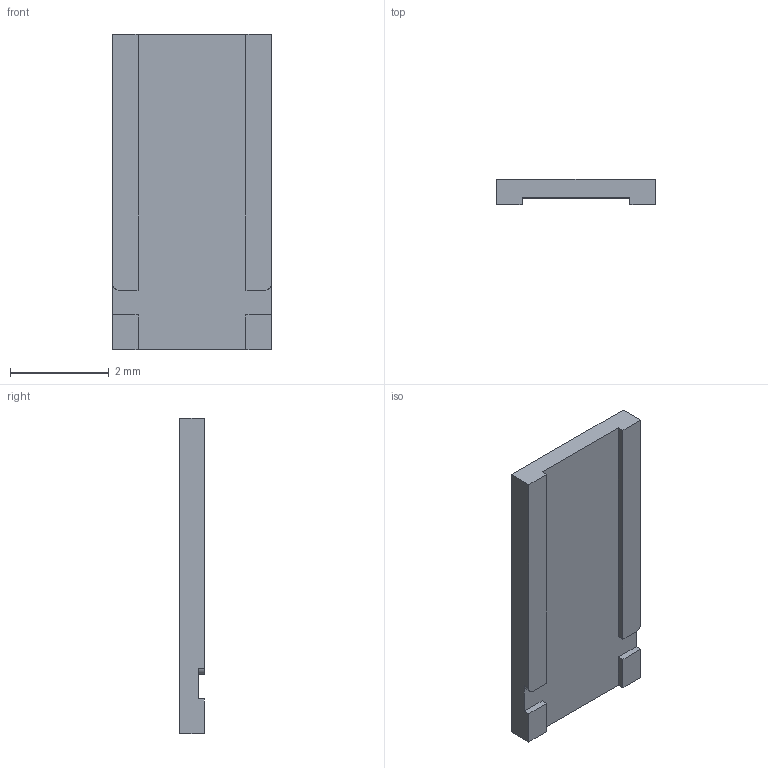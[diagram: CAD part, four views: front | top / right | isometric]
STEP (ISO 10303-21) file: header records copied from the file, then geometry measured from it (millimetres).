
FILE_DESCRIPTION((''),'2;1');
FILE_NAME('FC4L_64','2020-10-26T',('SYSTEM'),(''),'PRO/ENGINEER BY PARAMETRIC TECHNOLOGY CORPORATION, 2016360','PRO/ENGINEER BY PARAMETRIC TECHNOLOGY CORPORATION, 2016360','');
FILE_SCHEMA(('AUTOMOTIVE_DESIGN { 1 0 10303 214 1 1 1 1 }'));
Length unit declared in the file: inch
Products named in the file (1): FC4L_64
Bounding box: 3.2 x 0.5 x 6.38 mm (x, y, z)
Volume: 8.4 mm3; surface area: 51.4 mm2
Topology: 1 solids, 1 shells, 20 faces, 54 edges, 36 vertices
Faces by surface type: plane 18, cylinder 2
Entity records: 980 total; most frequent: CARTESIAN_POINT 112, COLOUR_RGB 111, ORIENTED_EDGE 108, DIRECTION 98, PRESENTATION_STYLE_ASSIGNMENT 56, STYLED_ITEM 55, CURVE_STYLE 54, EDGE_CURVE 54
